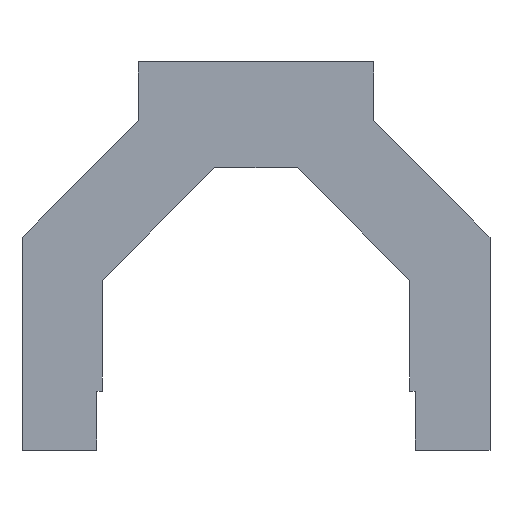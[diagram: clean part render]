
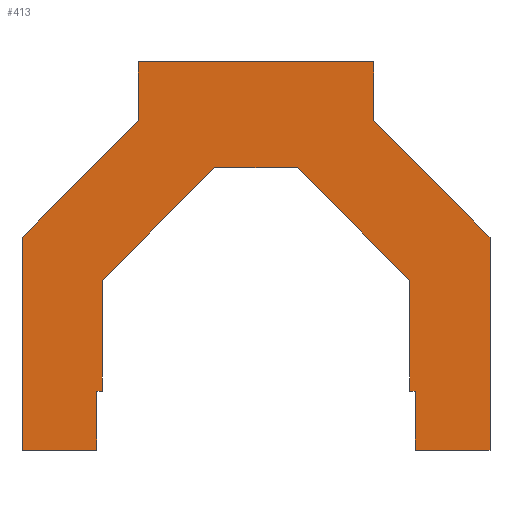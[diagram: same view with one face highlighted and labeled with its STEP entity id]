
A CAD part, front view. The second image highlights one B-rep face of the part: STEP entity #413.
In plain terms, the highlighted planar face has unit normal (0, -1, 0).
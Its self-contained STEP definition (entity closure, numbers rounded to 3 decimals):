
#28=FACE_OUTER_BOUND('',#51,.T.);
#51=EDGE_LOOP('',(#303,#304,#305,#306,#307,#308,#309,#310,#311,#312,#313,
#314,#315,#316,#317,#318,#319,#320));
#67=LINE('',#578,#122);
#70=LINE('',#584,#125);
#72=LINE('',#590,#127);
#77=LINE('',#599,#132);
#80=LINE('',#612,#135);
#86=LINE('',#624,#141);
#88=LINE('',#627,#143);
#89=LINE('',#631,#144);
#90=LINE('',#633,#145);
#91=LINE('',#634,#146);
#92=LINE('',#636,#147);
#93=LINE('',#637,#148);
#94=LINE('',#639,#149);
#95=LINE('',#640,#150);
#96=LINE('',#642,#151);
#97=LINE('',#644,#152);
#98=LINE('',#646,#153);
#99=LINE('',#647,#154);
#122=VECTOR('',#471,10.);
#125=VECTOR('',#476,10.);
#127=VECTOR('',#480,10.);
#132=VECTOR('',#487,10.);
#135=VECTOR('',#500,10.);
#141=VECTOR('',#508,10.);
#143=VECTOR('',#512,10.);
#144=VECTOR('',#515,10.);
#145=VECTOR('',#516,10.);
#146=VECTOR('',#517,10.);
#147=VECTOR('',#518,10.);
#148=VECTOR('',#519,10.);
#149=VECTOR('',#520,10.);
#150=VECTOR('',#521,10.);
#151=VECTOR('',#522,10.);
#152=VECTOR('',#523,10.);
#153=VECTOR('',#524,10.);
#154=VECTOR('',#525,10.);
#174=VERTEX_POINT('',#571);
#177=VERTEX_POINT('',#576);
#179=VERTEX_POINT('',#582);
#180=VERTEX_POINT('',#586);
#182=VERTEX_POINT('',#589);
#184=VERTEX_POINT('',#595);
#188=VERTEX_POINT('',#608);
#190=VERTEX_POINT('',#611);
#192=VERTEX_POINT('',#617);
#195=VERTEX_POINT('',#622);
#196=VERTEX_POINT('',#629);
#197=VERTEX_POINT('',#630);
#198=VERTEX_POINT('',#632);
#199=VERTEX_POINT('',#635);
#200=VERTEX_POINT('',#638);
#201=VERTEX_POINT('',#641);
#202=VERTEX_POINT('',#643);
#203=VERTEX_POINT('',#645);
#215=EDGE_CURVE('',#174,#177,#67,.T.);
#218=EDGE_CURVE('',#179,#177,#70,.T.);
#220=EDGE_CURVE('',#180,#182,#72,.T.);
#225=EDGE_CURVE('',#182,#184,#77,.T.);
#230=EDGE_CURVE('',#188,#190,#80,.T.);
#236=EDGE_CURVE('',#192,#195,#86,.T.);
#238=EDGE_CURVE('',#190,#195,#88,.T.);
#239=EDGE_CURVE('',#196,#197,#89,.T.);
#240=EDGE_CURVE('',#197,#198,#90,.T.);
#241=EDGE_CURVE('',#198,#174,#91,.T.);
#242=EDGE_CURVE('',#199,#179,#92,.T.);
#243=EDGE_CURVE('',#199,#192,#93,.T.);
#244=EDGE_CURVE('',#188,#200,#94,.T.);
#245=EDGE_CURVE('',#200,#184,#95,.T.);
#246=EDGE_CURVE('',#180,#201,#96,.T.);
#247=EDGE_CURVE('',#201,#202,#97,.T.);
#248=EDGE_CURVE('',#202,#203,#98,.T.);
#249=EDGE_CURVE('',#203,#196,#99,.T.);
#303=ORIENTED_EDGE('',*,*,#239,.T.);
#304=ORIENTED_EDGE('',*,*,#240,.T.);
#305=ORIENTED_EDGE('',*,*,#241,.T.);
#306=ORIENTED_EDGE('',*,*,#215,.T.);
#307=ORIENTED_EDGE('',*,*,#218,.F.);
#308=ORIENTED_EDGE('',*,*,#242,.F.);
#309=ORIENTED_EDGE('',*,*,#243,.T.);
#310=ORIENTED_EDGE('',*,*,#236,.T.);
#311=ORIENTED_EDGE('',*,*,#238,.F.);
#312=ORIENTED_EDGE('',*,*,#230,.F.);
#313=ORIENTED_EDGE('',*,*,#244,.T.);
#314=ORIENTED_EDGE('',*,*,#245,.T.);
#315=ORIENTED_EDGE('',*,*,#225,.F.);
#316=ORIENTED_EDGE('',*,*,#220,.F.);
#317=ORIENTED_EDGE('',*,*,#246,.T.);
#318=ORIENTED_EDGE('',*,*,#247,.T.);
#319=ORIENTED_EDGE('',*,*,#248,.T.);
#320=ORIENTED_EDGE('',*,*,#249,.T.);
#391=PLANE('',#451);
#413=ADVANCED_FACE('',(#28),#391,.T.);
#451=AXIS2_PLACEMENT_3D('',#628,#513,#514);
#471=DIRECTION('',(0.,0.,-1.));
#476=DIRECTION('',(-1.,0.,0.));
#480=DIRECTION('',(0.,0.,-1.));
#487=DIRECTION('',(-1.,0.,0.));
#500=DIRECTION('',(0.,0.,1.));
#508=DIRECTION('',(0.,0.,1.));
#512=DIRECTION('',(1.,0.,0.));
#513=DIRECTION('center_axis',(0.,-1.,0.));
#514=DIRECTION('ref_axis',(0.,0.,-1.));
#515=DIRECTION('',(0.707,0.,-0.707));
#516=DIRECTION('',(0.,0.,-1.));
#517=DIRECTION('',(0.999,0.,-0.045));
#518=DIRECTION('',(0.,0.,-1.));
#519=DIRECTION('',(-0.707,0.,0.707));
#520=DIRECTION('',(-0.707,0.,-0.707));
#521=DIRECTION('',(0.,0.,-1.));
#522=DIRECTION('',(0.999,0.,0.045));
#523=DIRECTION('',(0.,0.,1.));
#524=DIRECTION('',(0.707,0.,0.707));
#525=DIRECTION('',(1.,0.,0.));
#571=CARTESIAN_POINT('',(88.536,-6.,-23.021));
#576=CARTESIAN_POINT('',(88.536,-6.,-28.021));
#578=CARTESIAN_POINT('',(88.536,-6.,-23.021));
#582=CARTESIAN_POINT('',(94.899,-6.,-28.021));
#584=CARTESIAN_POINT('',(94.899,-6.,-28.021));
#586=CARTESIAN_POINT('',(61.464,-6.,-23.021));
#589=CARTESIAN_POINT('',(61.464,-6.,-28.021));
#590=CARTESIAN_POINT('',(61.464,-6.,-23.021));
#595=CARTESIAN_POINT('',(55.101,-6.,-28.021));
#599=CARTESIAN_POINT('',(55.101,-6.,-28.021));
#608=CARTESIAN_POINT('',(65.,-6.,0.));
#611=CARTESIAN_POINT('',(65.,-6.,5.));
#612=CARTESIAN_POINT('',(65.,-6.,0.));
#617=CARTESIAN_POINT('',(85.,-6.,0.));
#622=CARTESIAN_POINT('',(85.,-6.,5.));
#624=CARTESIAN_POINT('',(85.,-6.,0.));
#627=CARTESIAN_POINT('',(65.,-6.,5.));
#628=CARTESIAN_POINT('Origin',(75.,-6.,-11.511));
#629=CARTESIAN_POINT('',(78.5,-6.,-4.));
#630=CARTESIAN_POINT('',(88.071,-6.,-13.571));
#631=CARTESIAN_POINT('',(88.071,-6.,-13.571));
#632=CARTESIAN_POINT('',(88.071,-6.,-23.));
#633=CARTESIAN_POINT('',(88.071,-6.,-17.071));
#634=CARTESIAN_POINT('',(88.071,-6.,-23.));
#635=CARTESIAN_POINT('',(94.899,-6.,-9.899));
#636=CARTESIAN_POINT('',(94.899,-6.,-23.021));
#637=CARTESIAN_POINT('',(85.,-6.,0.));
#638=CARTESIAN_POINT('',(55.101,-6.,-9.899));
#639=CARTESIAN_POINT('',(57.929,-6.,-7.071));
#640=CARTESIAN_POINT('',(55.101,-6.,-9.899));
#641=CARTESIAN_POINT('',(61.929,-6.,-23.));
#642=CARTESIAN_POINT('',(61.929,-6.,-23.));
#643=CARTESIAN_POINT('',(61.929,-6.,-13.571));
#644=CARTESIAN_POINT('',(61.929,-6.,-17.071));
#645=CARTESIAN_POINT('',(71.5,-6.,-4.));
#646=CARTESIAN_POINT('',(61.929,-6.,-13.571));
#647=CARTESIAN_POINT('',(85.,-6.,-4.));
